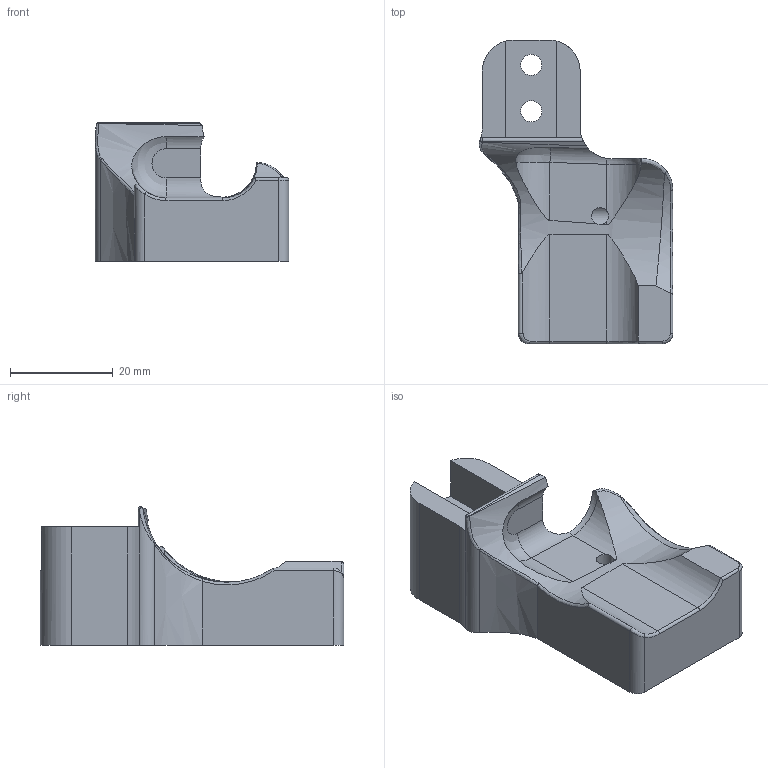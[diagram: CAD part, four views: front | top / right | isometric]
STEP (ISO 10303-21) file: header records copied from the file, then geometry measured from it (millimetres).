
FILE_DESCRIPTION(/* description */ (''),/* implementation_level */ '2;1');
FILE_NAME(/* name */ '31sj2.stp',/* time_stamp */ '2019-05-31T16:09:46+08:00',/* author */ (''),/* organization */ (''),/* preprocessor_version */ 'ST-DEVELOPER v16',/* originating_system */ 'SIEMENS PLM Software NX 10.0',/* authorisation */ '');
FILE_SCHEMA (('CONFIG_CONTROL_DESIGN'));
Length unit declared in the file: millimetre
Products named in the file (1): 31sj2
Bounding box: 37.6 x 59 x 26.92 mm (x, y, z)
Volume: 21214 mm3; surface area: 7497.8 mm2
Topology: 1 solids, 1 shells, 81 faces, 223 edges, 145 vertices
Faces by surface type: cylinder 37, plane 24, bspline 15, torus 3, extrusion 1, sphere 1
Full cylindrical faces by diameter (mm): 3.3 x1, 4.1 x2, 4.2 x10, 7.2 x2
Entity records: 5871 total; most frequent: CARTESIAN_POINT 4183, ORIENTED_EDGE 360, DIRECTION 286, EDGE_CURVE 180, VERTEX_POINT 119, AXIS2_PLACEMENT_3D 112, EDGE_LOOP 85, ADVANCED_FACE 71
